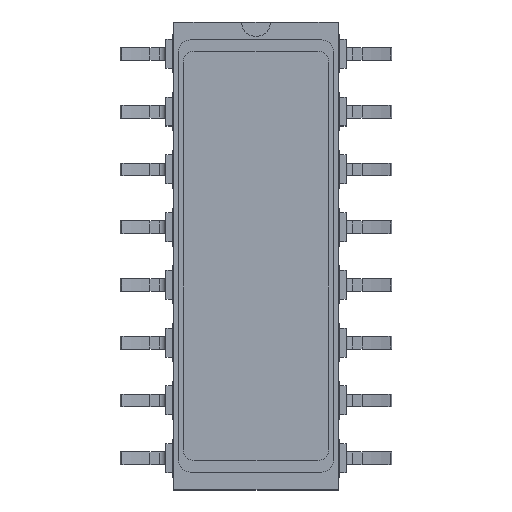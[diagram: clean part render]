
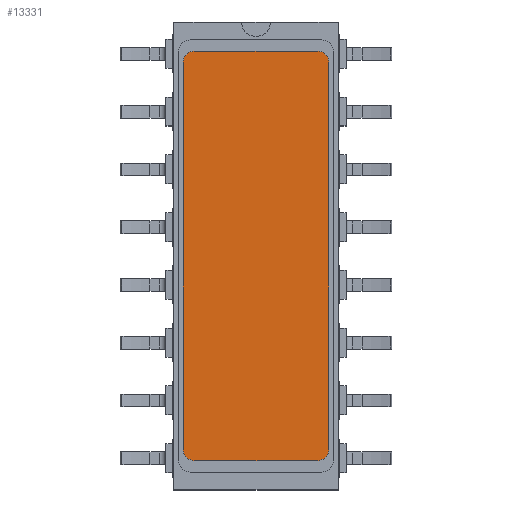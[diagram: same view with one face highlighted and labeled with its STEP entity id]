
A CAD part, top view. The second image highlights one B-rep face of the part: STEP entity #13331.
In plain terms, the highlighted planar face has unit normal (0, 0, 1).
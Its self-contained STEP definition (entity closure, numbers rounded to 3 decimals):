
#13065=CARTESIAN_POINT('',(2.7,9.0,4.572));
#13066=VERTEX_POINT('',#13065);
#13067=CARTESIAN_POINT('',(3.2,8.5,4.572));
#13068=VERTEX_POINT('',#13067);
#13069=CARTESIAN_POINT('',(2.7,8.5,4.572));
#13070=DIRECTION('',(0.0,0.0,-1.0));
#13071=DIRECTION('',(0.707,0.707,0.0));
#13072=AXIS2_PLACEMENT_3D('',#13069,#13070,#13071);
#13073=CIRCLE('',#13072,0.5);
#13074=EDGE_CURVE('',#13066,#13068,#13073,.T.);
#13107=CARTESIAN_POINT('',(3.2,-8.5,4.572));
#13108=VERTEX_POINT('',#13107);
#13109=CARTESIAN_POINT('',(3.2,8.5,4.572));
#13110=DIRECTION('',(0.0,-1.0,0.0));
#13111=VECTOR('',#13110,17.0);
#13112=LINE('',#13109,#13111);
#13113=EDGE_CURVE('',#13068,#13108,#13112,.T.);
#13138=CARTESIAN_POINT('',(2.7,-9.0,4.572));
#13139=VERTEX_POINT('',#13138);
#13140=CARTESIAN_POINT('',(2.7,-8.5,4.572));
#13141=DIRECTION('',(0.0,0.0,-1.0));
#13142=DIRECTION('',(0.707,-0.707,0.0));
#13143=AXIS2_PLACEMENT_3D('',#13140,#13141,#13142);
#13144=CIRCLE('',#13143,0.5);
#13145=EDGE_CURVE('',#13108,#13139,#13144,.T.);
#13171=CARTESIAN_POINT('',(-2.7,-9.0,4.572));
#13172=VERTEX_POINT('',#13171);
#13173=CARTESIAN_POINT('',(2.7,-9.0,4.572));
#13174=DIRECTION('',(-1.0,0.0,0.0));
#13175=VECTOR('',#13174,5.4);
#13176=LINE('',#13173,#13175);
#13177=EDGE_CURVE('',#13139,#13172,#13176,.T.);
#13202=CARTESIAN_POINT('',(-3.2,-8.5,4.572));
#13203=VERTEX_POINT('',#13202);
#13204=CARTESIAN_POINT('',(-2.7,-8.5,4.572));
#13205=DIRECTION('',(0.0,0.0,-1.0));
#13206=DIRECTION('',(-0.707,-0.707,0.0));
#13207=AXIS2_PLACEMENT_3D('',#13204,#13205,#13206);
#13208=CIRCLE('',#13207,0.5);
#13209=EDGE_CURVE('',#13172,#13203,#13208,.T.);
#13235=CARTESIAN_POINT('',(-3.2,8.5,4.572));
#13236=VERTEX_POINT('',#13235);
#13237=CARTESIAN_POINT('',(-3.2,-8.5,4.572));
#13238=DIRECTION('',(0.0,1.0,0.0));
#13239=VECTOR('',#13238,17.0);
#13240=LINE('',#13237,#13239);
#13241=EDGE_CURVE('',#13203,#13236,#13240,.T.);
#13266=CARTESIAN_POINT('',(-2.7,9.0,4.572));
#13267=VERTEX_POINT('',#13266);
#13268=CARTESIAN_POINT('',(-2.7,8.5,4.572));
#13269=DIRECTION('',(0.0,0.0,-1.0));
#13270=DIRECTION('',(-0.707,0.707,0.0));
#13271=AXIS2_PLACEMENT_3D('',#13268,#13269,#13270);
#13272=CIRCLE('',#13271,0.5);
#13273=EDGE_CURVE('',#13236,#13267,#13272,.T.);
#13299=CARTESIAN_POINT('',(-2.7,9.0,4.572));
#13300=DIRECTION('',(1.0,0.0,0.0));
#13301=VECTOR('',#13300,5.4);
#13302=LINE('',#13299,#13301);
#13303=EDGE_CURVE('',#13267,#13066,#13302,.T.);
#13316=CARTESIAN_POINT('',(0.,4.0,4.572));
#13317=DIRECTION('',(0.0,0.0,1.0));
#13318=DIRECTION('',(1.0,0.0,0.0));
#13319=AXIS2_PLACEMENT_3D('',#13316,#13317,#13318);
#13320=PLANE('',#13319);
#13321=ORIENTED_EDGE('',*,*,#13074,.F.);
#13322=ORIENTED_EDGE('',*,*,#13303,.F.);
#13323=ORIENTED_EDGE('',*,*,#13273,.F.);
#13324=ORIENTED_EDGE('',*,*,#13241,.F.);
#13325=ORIENTED_EDGE('',*,*,#13209,.F.);
#13326=ORIENTED_EDGE('',*,*,#13177,.F.);
#13327=ORIENTED_EDGE('',*,*,#13145,.F.);
#13328=ORIENTED_EDGE('',*,*,#13113,.F.);
#13329=EDGE_LOOP('',(#13321,#13322,#13323,#13324,#13325,#13326,#13327,#13328));
#13330=FACE_OUTER_BOUND('',#13329,.T.);
#13331=ADVANCED_FACE('',(#13330),#13320,.T.);
